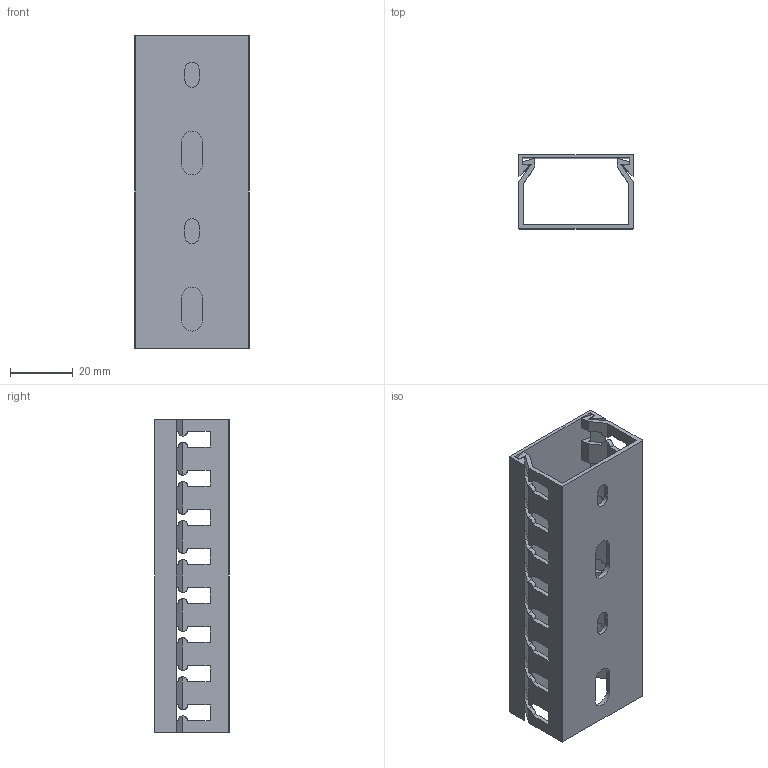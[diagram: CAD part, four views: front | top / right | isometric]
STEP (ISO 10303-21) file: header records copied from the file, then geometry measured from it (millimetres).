
FILE_DESCRIPTION((''),'2;1');
FILE_NAME('DNG2503707030B_ASM','2022-03-24T15:26:29',('pfeiferc'),(''),'CREO PARAMETRIC BY PTC INC, 2021184','CREO PARAMETRIC BY PTC INC, 2021184','');
FILE_SCHEMA(('AUTOMOTIVE_DESIGN { 1 0 10303 214 1 1 1 1 }'));
Length unit declared in the file: millimetre
Products named in the file (3): PROXY_07351-M; PROXY_66175-M; DNG2503707030B_ASM
Assembly tree (2 placements, depth 2):
  DNG2503707030B_ASM
    PROXY_07351-M
    PROXY_66175-M
Bounding box: 36.5 x 23.78 x 100 mm (x, y, z)
Volume: 15363.5 mm3; surface area: 25720 mm2
Topology: 2 solids, 2 shells, 258 faces, 780 edges, 526 vertices
Faces by surface type: plane 198, cylinder 60
Entity records: 11294 total; most frequent: CARTESIAN_POINT 2115, DIRECTION 1602, ORIENTED_EDGE 1524, EDGE_CURVE 762, VECTOR 647, LINE 647, VERTEX_POINT 508, AXIS2_PLACEMENT_3D 461
